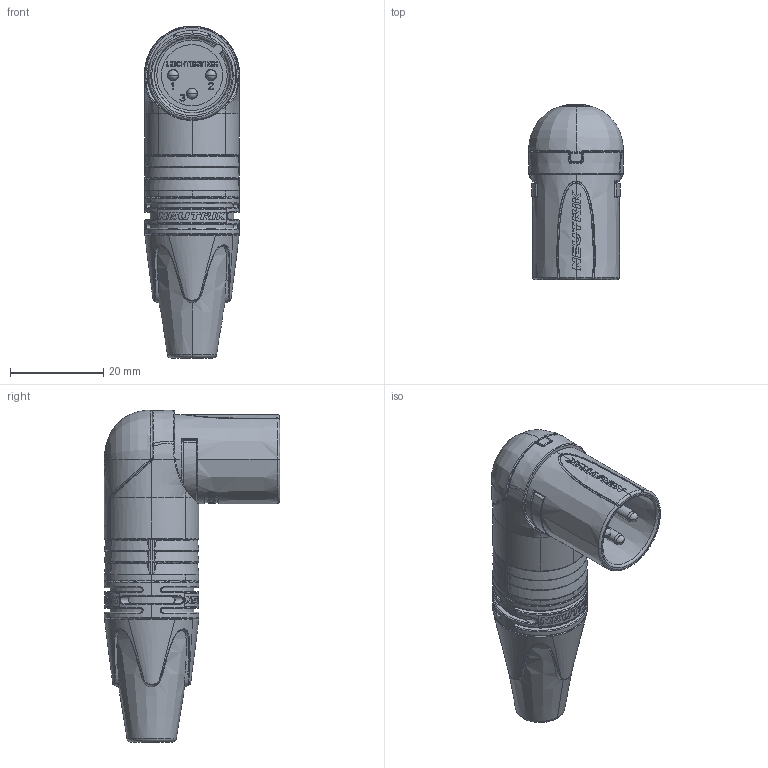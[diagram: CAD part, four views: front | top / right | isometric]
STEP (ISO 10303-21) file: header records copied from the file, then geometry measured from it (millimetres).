
FILE_DESCRIPTION((''),'2;1');
FILE_NAME('30010494','2023-04-20T14:04:20',('SYSTEM'),(''),'CREO PARAMETRIC BY PTC INC, 2021184','CREO PARAMETRIC BY PTC INC, 2021184','');
FILE_SCHEMA(('CONFIG_CONTROL_DESIGN'));
Products named in the file (1): 30010494
Bounding box: 20.3 x 37.6 x 71.19 mm (x, y, z)
Volume: 20703.6 mm3; surface area: 7172.1 mm2
Topology: 1 solids, 1 shells, 1258 faces, 3372 edges, 2162 vertices
Faces by surface type: plane 575, bspline 289, extrusion 163, cylinder 132, torus 55, cone 30, sphere 14
Entity records: 60411 total; most frequent: CARTESIAN_POINT 32040, ORIENTED_EDGE 6724, DIRECTION 4498, EDGE_CURVE 3362, VERTEX_POINT 2162, VECTOR 1740, LINE 1577, AXIS2_PLACEMENT_3D 1379
